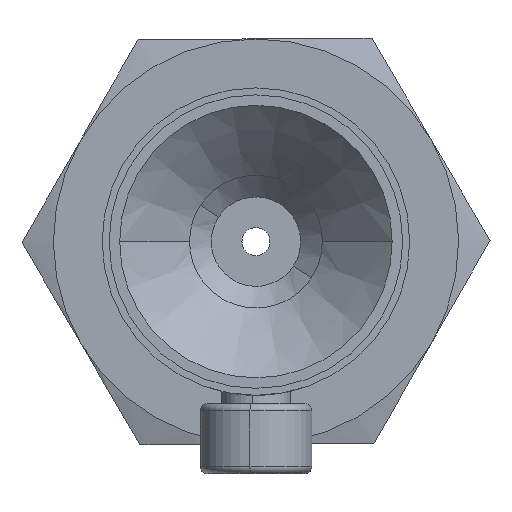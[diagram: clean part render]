
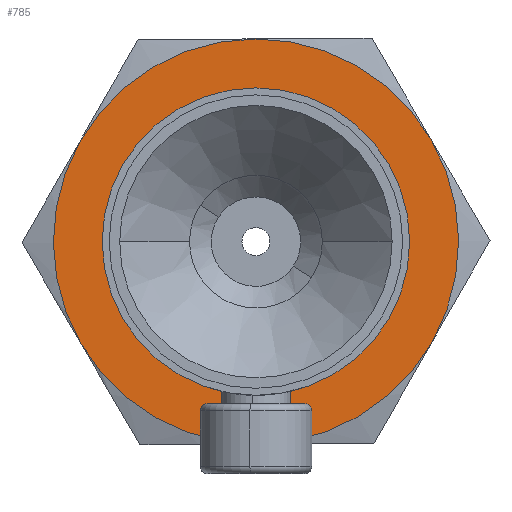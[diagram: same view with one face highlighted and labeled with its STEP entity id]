
A CAD part, left-side view. The second image highlights one B-rep face of the part: STEP entity #785.
In plain terms, the highlighted face is planar.
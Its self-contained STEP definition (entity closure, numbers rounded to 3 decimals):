
#159 = EDGE_LOOP ( 'NONE', ( #4077, #1503, #6032, #4902, #4039, #3008 ) ) ;
#224 = EDGE_LOOP ( 'NONE', ( #1352, #2775 ) ) ;
#326 = CARTESIAN_POINT ( 'NONE',  ( 0., 0., 6.4 ) ) ;
#479 = VERTEX_POINT ( 'NONE', #3937 ) ;
#719 = DIRECTION ( 'NONE',  ( 0., 0., 1. ) ) ;
#771 = EDGE_CURVE ( 'NONE', #3704, #4552, #2603, .T. ) ;
#785 = ADVANCED_FACE ( 'NONE', ( #7118, #1371 ), #6545, .T. ) ;
#835 = CARTESIAN_POINT ( 'NONE',  ( 0., 0., 6.4 ) ) ;
#887 = AXIS2_PLACEMENT_3D ( 'NONE', #326, #6516, #6663 ) ;
#1032 = EDGE_CURVE ( 'NONE', #1844, #6641, #2918, .T. ) ;
#1157 = DIRECTION ( 'NONE',  ( 0., 0., 1. ) ) ;
#1191 = CARTESIAN_POINT ( 'NONE',  ( -7.25, -12.557, 6.4 ) ) ;
#1262 = AXIS2_PLACEMENT_3D ( 'NONE', #5075, #1157, #1677 ) ;
#1334 = DIRECTION ( 'NONE',  ( 0., 0., 1. ) ) ;
#1335 = CARTESIAN_POINT ( 'NONE',  ( -14.5, 0., 6.4 ) ) ;
#1352 = ORIENTED_EDGE ( 'NONE', *, *, #3604, .T. ) ;
#1371 = FACE_OUTER_BOUND ( 'NONE', #159, .T. ) ;
#1413 = DIRECTION ( 'NONE',  ( 0., 0., 1. ) ) ;
#1429 = VERTEX_POINT ( 'NONE', #1875 ) ;
#1503 = ORIENTED_EDGE ( 'NONE', *, *, #771, .T. ) ;
#1615 = CIRCLE ( 'NONE', #5820, 14.5 ) ;
#1677 = DIRECTION ( 'NONE',  ( 1., 0., 0. ) ) ;
#1698 = DIRECTION ( 'NONE',  ( 1., 0., 0. ) ) ;
#1731 = CARTESIAN_POINT ( 'NONE',  ( 7.25, -12.557, 6.4 ) ) ;
#1824 = AXIS2_PLACEMENT_3D ( 'NONE', #1841, #719, #6987 ) ;
#1841 = CARTESIAN_POINT ( 'NONE',  ( 0., 0., 6.4 ) ) ;
#1844 = VERTEX_POINT ( 'NONE', #1335 ) ;
#1875 = CARTESIAN_POINT ( 'NONE',  ( -7.25, 12.557, 6.4 ) ) ;
#2003 = AXIS2_PLACEMENT_3D ( 'NONE', #3222, #1334, #3754 ) ;
#2299 = CIRCLE ( 'NONE', #3993, 9.75 ) ;
#2417 = DIRECTION ( 'NONE',  ( 0., 0., 1. ) ) ;
#2603 = CIRCLE ( 'NONE', #2003, 14.5 ) ;
#2775 = ORIENTED_EDGE ( 'NONE', *, *, #6396, .T. ) ;
#2792 = DIRECTION ( 'NONE',  ( -1., 0., 0. ) ) ;
#2918 = CIRCLE ( 'NONE', #5909, 14.5 ) ;
#2967 = AXIS2_PLACEMENT_3D ( 'NONE', #4326, #1413, #6475 ) ;
#3008 = ORIENTED_EDGE ( 'NONE', *, *, #5696, .T. ) ;
#3222 = CARTESIAN_POINT ( 'NONE',  ( 0., 0., 6.4 ) ) ;
#3230 = CIRCLE ( 'NONE', #5505, 9.75 ) ;
#3264 = CARTESIAN_POINT ( 'NONE',  ( 14.5, 0., 6.4 ) ) ;
#3441 = CARTESIAN_POINT ( 'NONE',  ( 0., 0., 6.4 ) ) ;
#3515 = EDGE_CURVE ( 'NONE', #4925, #3704, #5429, .T. ) ;
#3604 = EDGE_CURVE ( 'NONE', #479, #5454, #2299, .T. ) ;
#3673 = CARTESIAN_POINT ( 'NONE',  ( 9.75, 0., 6.4 ) ) ;
#3704 = VERTEX_POINT ( 'NONE', #3264 ) ;
#3754 = DIRECTION ( 'NONE',  ( 1., 0., 0. ) ) ;
#3937 = CARTESIAN_POINT ( 'NONE',  ( -9.75, 0., 6.4 ) ) ;
#3993 = AXIS2_PLACEMENT_3D ( 'NONE', #835, #5854, #5267 ) ;
#4012 = CARTESIAN_POINT ( 'NONE',  ( 0., 0., 6.4 ) ) ;
#4026 = DIRECTION ( 'NONE',  ( 1., 0., 0. ) ) ;
#4039 = ORIENTED_EDGE ( 'NONE', *, *, #1032, .T. ) ;
#4077 = ORIENTED_EDGE ( 'NONE', *, *, #3515, .T. ) ;
#4235 = EDGE_CURVE ( 'NONE', #4552, #1429, #5198, .T. ) ;
#4326 = CARTESIAN_POINT ( 'NONE',  ( 0., 0., 6.4 ) ) ;
#4519 = CIRCLE ( 'NONE', #1262, 14.5 ) ;
#4552 = VERTEX_POINT ( 'NONE', #5985 ) ;
#4902 = ORIENTED_EDGE ( 'NONE', *, *, #5705, .T. ) ;
#4925 = VERTEX_POINT ( 'NONE', #1731 ) ;
#5075 = CARTESIAN_POINT ( 'NONE',  ( 0., 0., 6.4 ) ) ;
#5136 = DIRECTION ( 'NONE',  ( 0., 0., -1. ) ) ;
#5198 = CIRCLE ( 'NONE', #887, 14.5 ) ;
#5267 = DIRECTION ( 'NONE',  ( -1., 0., 0. ) ) ;
#5429 = CIRCLE ( 'NONE', #1824, 14.5 ) ;
#5454 = VERTEX_POINT ( 'NONE', #3673 ) ;
#5505 = AXIS2_PLACEMENT_3D ( 'NONE', #3441, #5136, #2792 ) ;
#5626 = CARTESIAN_POINT ( 'NONE',  ( 0., 0., 6.4 ) ) ;
#5696 = EDGE_CURVE ( 'NONE', #6641, #4925, #1615, .T. ) ;
#5705 = EDGE_CURVE ( 'NONE', #1429, #1844, #4519, .T. ) ;
#5820 = AXIS2_PLACEMENT_3D ( 'NONE', #5626, #6818, #4026 ) ;
#5854 = DIRECTION ( 'NONE',  ( 0., 0., -1. ) ) ;
#5909 = AXIS2_PLACEMENT_3D ( 'NONE', #4012, #2417, #1698 ) ;
#5985 = CARTESIAN_POINT ( 'NONE',  ( 7.25, 12.557, 6.4 ) ) ;
#6032 = ORIENTED_EDGE ( 'NONE', *, *, #4235, .T. ) ;
#6396 = EDGE_CURVE ( 'NONE', #5454, #479, #3230, .T. ) ;
#6475 = DIRECTION ( 'NONE',  ( 1., 0., 0. ) ) ;
#6516 = DIRECTION ( 'NONE',  ( 0., 0., 1. ) ) ;
#6545 = PLANE ( 'NONE',  #2967 ) ;
#6641 = VERTEX_POINT ( 'NONE', #1191 ) ;
#6663 = DIRECTION ( 'NONE',  ( 1., 0., 0. ) ) ;
#6818 = DIRECTION ( 'NONE',  ( 0., 0., 1. ) ) ;
#6987 = DIRECTION ( 'NONE',  ( 1., 0., 0. ) ) ;
#7118 = FACE_BOUND ( 'NONE', #224, .T. ) ;
